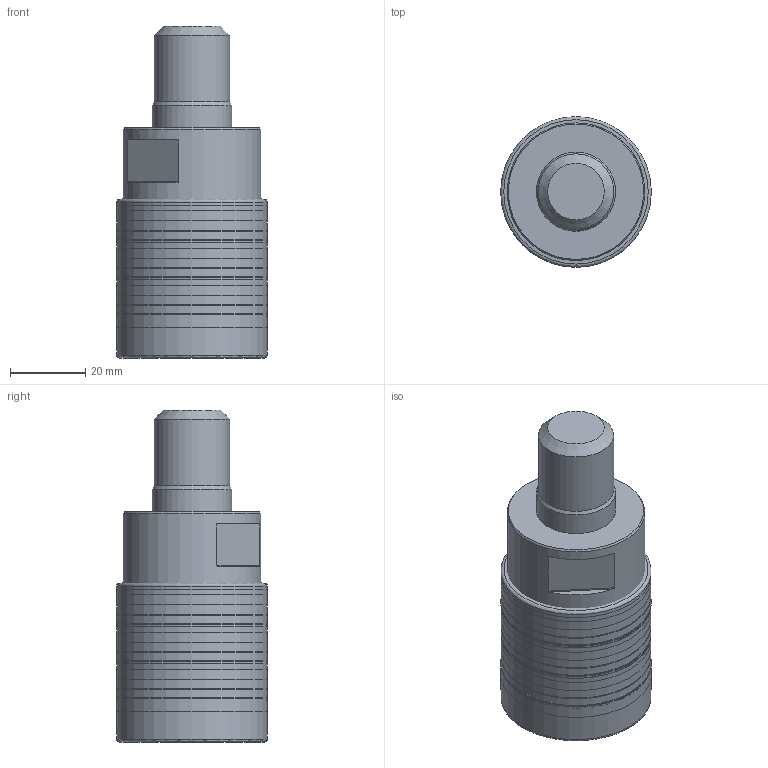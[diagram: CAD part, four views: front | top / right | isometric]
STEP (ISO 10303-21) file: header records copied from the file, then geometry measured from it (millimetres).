
FILE_DESCRIPTION(/* description */ (''),/* implementation_level */ '2;1');
FILE_NAME(/* name */ 'R217.42-2040.RE-041-LNXO.4A_Basic.stp',/* time_stamp */ '2024-02-08T16:16:03+06:00',/* author */ (''),/* organization */ (''),/* preprocessor_version */ 'ST-DEVELOPER v16.7',/* originating_system */ 'SIEMENS PLM Software NX 12.0',/* authorisation */ '');
FILE_SCHEMA (('AUTOMOTIVE_DESIGN { 1 0 10303 214 3 1 1 1 }'));
Length unit declared in the file: millimetre
Products named in the file (5): CUT2; CUT1; NOCUT; ASSEMBLY_CONSTRUCTION; A2719951_stp_stp
Assembly tree (6 placements, depth 2):
  A2719951_stp_stp
    ASSEMBLY_CONSTRUCTION
    NOCUT
    CUT1
    CUT2  x3
Bounding box: 39.93 x 39.93 x 88 mm (x, y, z)
Volume: 111698.8 mm3; surface area: 26383.3 mm2
Topology: 5 solids, 5 shells, 125 faces, 274 edges, 181 vertices
Faces by surface type: revolution 94, cone 9, plane 9, cylinder 8, torus 4, bspline 1
Full cylindrical faces by diameter (mm): 20 x1, 20.994 x1, 36.5 x1, 38.4 x1
Entity records: 4257 total; most frequent: CARTESIAN_POINT 1642, DIRECTION 462, ORIENTED_EDGE 276, EDGE_LOOP 240, FACE_BOUND 228, AXIS2_PLACEMENT_3D 178, EDGE_CURVE 138, VERTEX_POINT 130
